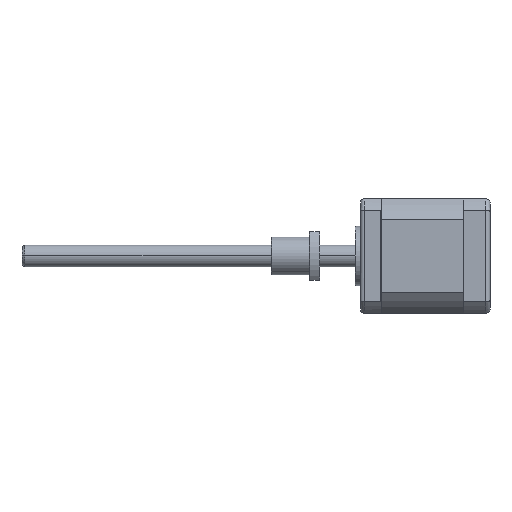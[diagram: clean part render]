
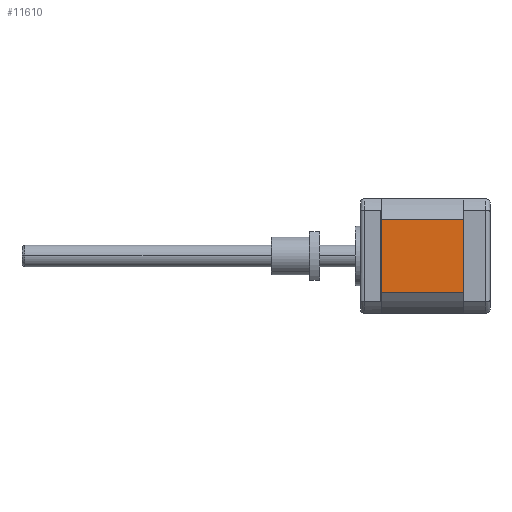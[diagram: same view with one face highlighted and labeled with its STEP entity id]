
A CAD part, left-side view. The second image highlights one B-rep face of the part: STEP entity #11610.
In plain terms, the highlighted planar face has unit normal (-1, 0, 0).
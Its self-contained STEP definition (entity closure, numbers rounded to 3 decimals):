
#14 = VERTEX_POINT ( 'NONE', #29552 ) ;
#1794 = ORIENTED_EDGE ( 'NONE', *, *, #24199, .T. ) ;
#2836 = VERTEX_POINT ( 'NONE', #11563 ) ;
#3129 = VECTOR ( 'NONE', #20941, 1000. ) ;
#3575 = PLANE ( 'NONE',  #34508 ) ;
#5575 = FACE_OUTER_BOUND ( 'NONE', #36391, .T. ) ;
#7035 = CARTESIAN_POINT ( 'NONE',  ( -25.809, 14.443, 3.044 ) ) ;
#7650 = DIRECTION ( 'NONE',  ( 0., 1., 0. ) ) ;
#9695 = CARTESIAN_POINT ( 'NONE',  ( -25.809, -16.057, 30.232 ) ) ;
#10826 = DIRECTION ( 'NONE',  ( 0., 0., -1. ) ) ;
#11391 = ORIENTED_EDGE ( 'NONE', *, *, #17968, .F. ) ;
#11483 = LINE ( 'NONE', #24398, #15938 ) ;
#11563 = CARTESIAN_POINT ( 'NONE',  ( -25.809, 14.443, 3.044 ) ) ;
#11610 = ADVANCED_FACE ( 'NONE', ( #5575 ), #3575, .F. ) ;
#11646 = LINE ( 'NONE', #9695, #27207 ) ;
#12181 = ORIENTED_EDGE ( 'NONE', *, *, #33484, .T. ) ;
#12414 = DIRECTION ( 'NONE',  ( 0., 1., 0. ) ) ;
#15201 = CARTESIAN_POINT ( 'NONE',  ( -25.809, -16.057, 3.044 ) ) ;
#15938 = VECTOR ( 'NONE', #7650, 1000. ) ;
#17968 = EDGE_CURVE ( 'NONE', #26737, #2836, #11483, .T. ) ;
#18628 = ORIENTED_EDGE ( 'NONE', *, *, #31594, .F. ) ;
#20313 = LINE ( 'NONE', #36236, #25608 ) ;
#20941 = DIRECTION ( 'NONE',  ( 0., 0., -1. ) ) ;
#21271 = CARTESIAN_POINT ( 'NONE',  ( -25.809, -16.057, 3.044 ) ) ;
#24199 = EDGE_CURVE ( 'NONE', #25411, #2836, #33737, .T. ) ;
#24398 = CARTESIAN_POINT ( 'NONE',  ( -25.809, -16.057, 3.044 ) ) ;
#25411 = VERTEX_POINT ( 'NONE', #29288 ) ;
#25608 = VECTOR ( 'NONE', #10826, 1000. ) ;
#26737 = VERTEX_POINT ( 'NONE', #21271 ) ;
#27207 = VECTOR ( 'NONE', #12414, 1000. ) ;
#29111 = DIRECTION ( 'NONE',  ( 0., 0., 1. ) ) ;
#29288 = CARTESIAN_POINT ( 'NONE',  ( -25.809, 14.443, 30.232 ) ) ;
#29552 = CARTESIAN_POINT ( 'NONE',  ( -25.809, -16.057, 30.232 ) ) ;
#31594 = EDGE_CURVE ( 'NONE', #14, #26737, #20313, .T. ) ;
#33484 = EDGE_CURVE ( 'NONE', #14, #25411, #11646, .T. ) ;
#33737 = LINE ( 'NONE', #7035, #3129 ) ;
#34508 = AXIS2_PLACEMENT_3D ( 'NONE', #15201, #34568, #29111 ) ;
#34568 = DIRECTION ( 'NONE',  ( 1., 0., 0. ) ) ;
#36236 = CARTESIAN_POINT ( 'NONE',  ( -25.809, -16.057, 3.044 ) ) ;
#36391 = EDGE_LOOP ( 'NONE', ( #1794, #11391, #18628, #12181 ) ) ;
